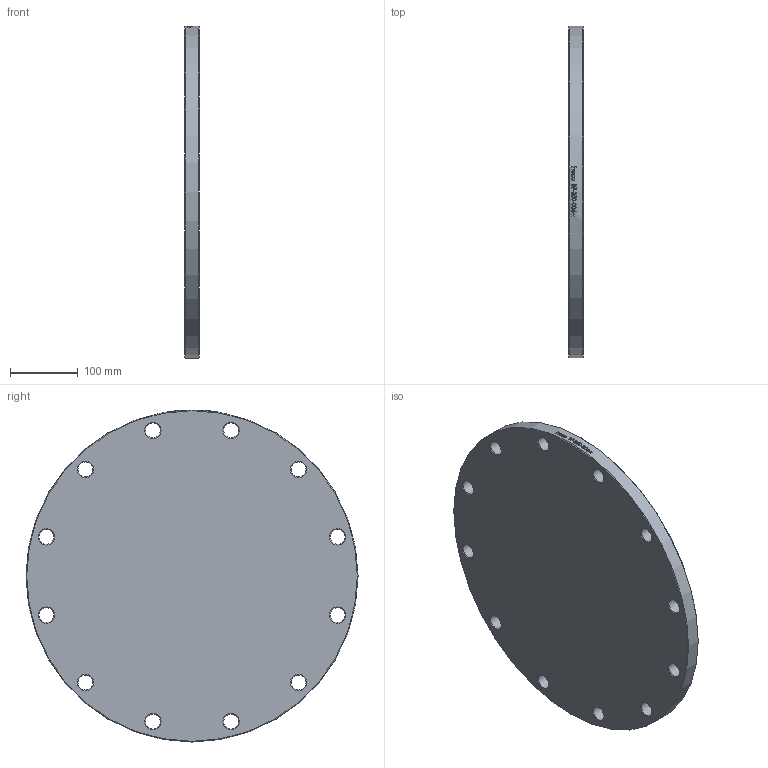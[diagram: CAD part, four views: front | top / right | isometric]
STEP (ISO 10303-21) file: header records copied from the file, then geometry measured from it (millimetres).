
FILE_DESCRIPTION (( 'STEP AP214' ), '1' );
FILE_NAME ('BF-350-006-x Blindflansch PN6 DIN2527 EN1092 2103.STEP', '2021-03-04T08:35:38', ( '' ), ( '' ), 'SwSTEP 2.0', 'SolidWorks 2019', '' );
FILE_SCHEMA (( 'AUTOMOTIVE_DESIGN' ));
Length unit declared in the file: millimetre
Products named in the file (1): BF-350-006-x Blindflansch PN6 DIN2527 EN1092 2103
Bounding box: 22 x 490 x 490 mm (x, y, z)
Volume: 4041064.7 mm3; surface area: 417332.7 mm2
Topology: 1 solids, 1 shells, 65 faces, 274 edges, 235 vertices
Faces by surface type: cylinder 37, cone 26, plane 2
Full cylindrical faces by diameter (mm): 22 x12, 490 x1
Entity records: 6830 total; most frequent: CARTESIAN_POINT 4583, ORIENTED_EDGE 444, DIRECTION 319, EDGE_CURVE 222, VERTEX_POINT 222, EDGE_LOOP 152, AXIS2_PLACEMENT_3D 149, B_SPLINE_CURVE_WITH_KNOTS 118
